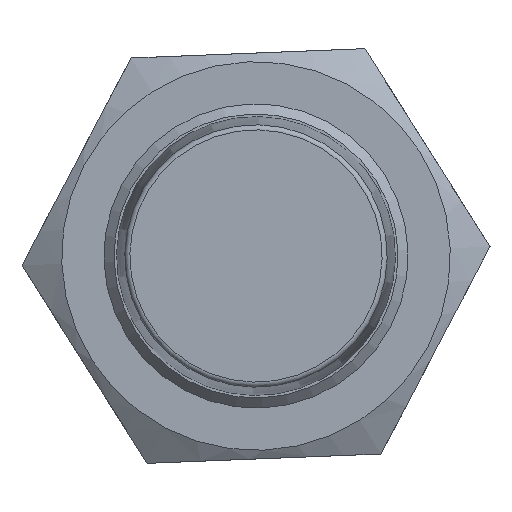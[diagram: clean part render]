
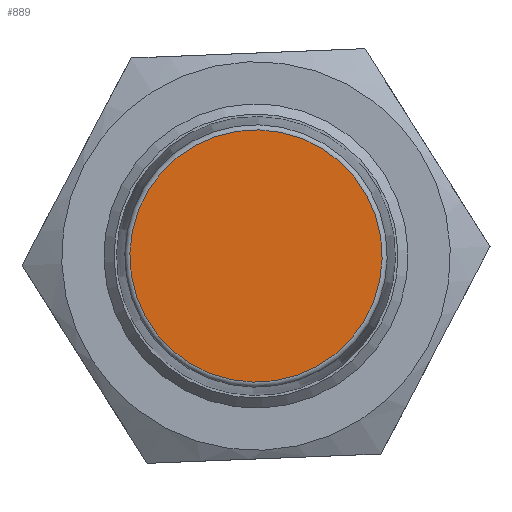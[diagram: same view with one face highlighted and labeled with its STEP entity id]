
A CAD part, left-side view. The second image highlights one B-rep face of the part: STEP entity #889.
In plain terms, the highlighted planar face has unit normal (-1, 0, 0).
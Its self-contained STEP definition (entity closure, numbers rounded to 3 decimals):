
#849=CARTESIAN_POINT('',(-10.,-2.4,-7.068));
#850=VERTEX_POINT('',#849);
#851=CARTESIAN_POINT('',(-10.,0.,0.));
#852=DIRECTION('',(1.0,0.,0.));
#853=DIRECTION('',(0.,-0.322,-0.947));
#854=AXIS2_PLACEMENT_3D('',#851,#852,#853);
#855=CIRCLE('',#854,7.465);
#856=EDGE_CURVE('',#850,#850,#855,.T.);
#881=CARTESIAN_POINT('',(-10.,-1.2,-3.534));
#882=DIRECTION('',(-1.0,0.0,0.0));
#883=DIRECTION('',(0.0,0.947,-0.322));
#884=AXIS2_PLACEMENT_3D('',#881,#882,#883);
#885=PLANE('',#884);
#886=ORIENTED_EDGE('',*,*,#856,.F.);
#887=EDGE_LOOP('',(#886));
#888=FACE_OUTER_BOUND('',#887,.T.);
#889=ADVANCED_FACE('',(#888),#885,.T.);
